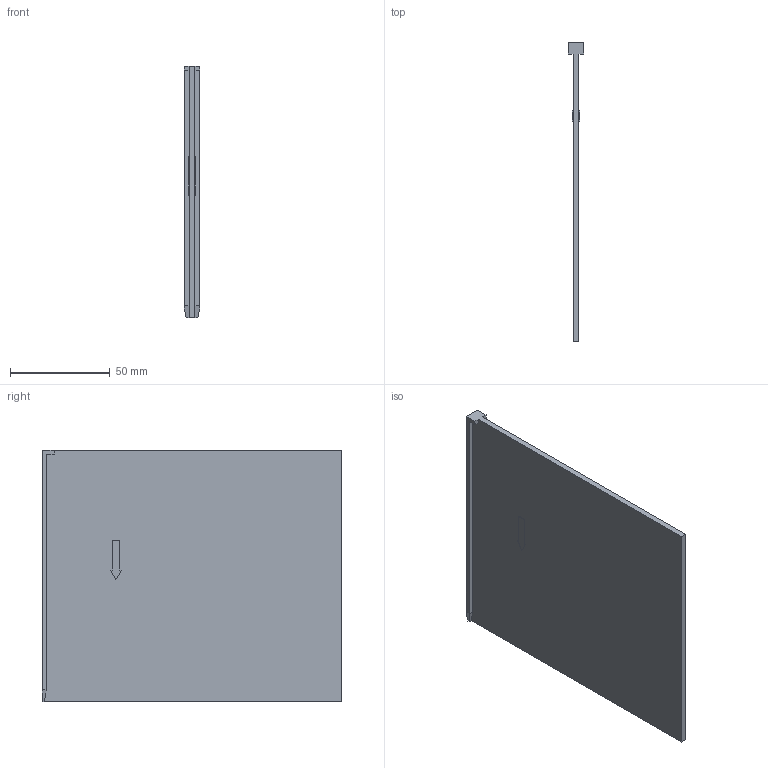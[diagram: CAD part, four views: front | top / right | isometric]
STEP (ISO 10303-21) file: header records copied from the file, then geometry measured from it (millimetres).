
FILE_DESCRIPTION((''),'2;1');
FILE_NAME('8_742_A079','2021-09-18T09:46:32',('weiliuj'),(''),'CREO PARAMETRIC BY PTC INC, 2020044','CREO PARAMETRIC BY PTC INC, 2020044','');
FILE_SCHEMA(('CONFIG_CONTROL_DESIGN','SHAPE_APPEARANCE_LAYERS_GROUPS'));
Length unit declared in the file: millimetre
Products named in the file (1): 8_742_A079
Bounding box: 8 x 150 x 126 mm (x, y, z)
Volume: 58019.5 mm3; surface area: 40785.7 mm2
Topology: 1 solids, 1 shells, 34 faces, 88 edges, 58 vertices
Faces by surface type: plane 34
Entity records: 1076 total; most frequent: CARTESIAN_POINT 180, ORIENTED_EDGE 176, DIRECTION 156, VECTOR 88, LINE 88, EDGE_CURVE 88, VERTEX_POINT 58, EDGE_LOOP 36
